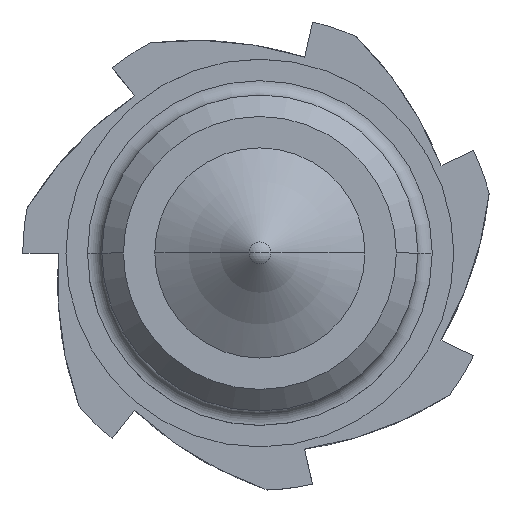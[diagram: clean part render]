
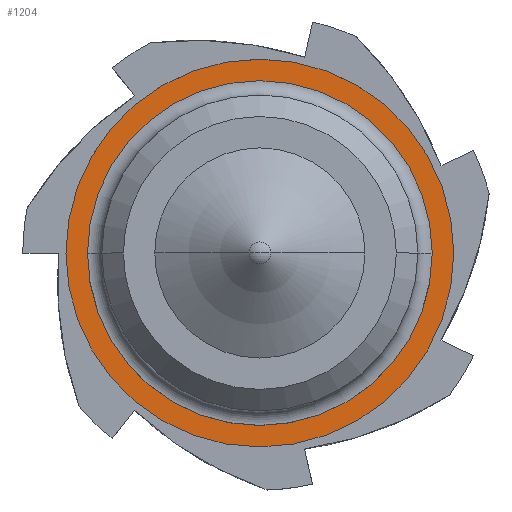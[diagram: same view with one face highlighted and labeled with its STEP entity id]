
A CAD part, top view. The second image highlights one B-rep face of the part: STEP entity #1204.
In plain terms, the highlighted planar face has unit normal (0, 0, 1).
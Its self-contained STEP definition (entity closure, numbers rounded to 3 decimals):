
#41 = DIRECTION ( 'NONE',  ( 0., 0., 1. ) ) ;
#47 = DIRECTION ( 'NONE',  ( 1., 0., 0. ) ) ;
#58 = DIRECTION ( 'NONE',  ( 0., 0., 1. ) ) ;
#79 = FACE_BOUND ( 'NONE', #464, .T. ) ;
#94 = CIRCLE ( 'NONE', #657, 27. ) ;
#258 = EDGE_LOOP ( 'NONE', ( #673, #622 ) ) ;
#427 = DIRECTION ( 'NONE',  ( 0., 0., 1. ) ) ;
#431 = CARTESIAN_POINT ( 'NONE',  ( 27., 0., 4. ) ) ;
#440 = CARTESIAN_POINT ( 'NONE',  ( -24., 0., 4. ) ) ;
#464 = EDGE_LOOP ( 'NONE', ( #1824, #502 ) ) ;
#502 = ORIENTED_EDGE ( 'NONE', *, *, #1484, .F. ) ;
#565 = CARTESIAN_POINT ( 'NONE',  ( -27., 0., 4. ) ) ;
#610 = CARTESIAN_POINT ( 'NONE',  ( 0., 0., 4. ) ) ;
#622 = ORIENTED_EDGE ( 'NONE', *, *, #1635, .T. ) ;
#625 = DIRECTION ( 'NONE',  ( 1., 0., 0. ) ) ;
#648 = DIRECTION ( 'NONE',  ( 1., 0., 0. ) ) ;
#657 = AXIS2_PLACEMENT_3D ( 'NONE', #2342, #427, #625 ) ;
#673 = ORIENTED_EDGE ( 'NONE', *, *, #1244, .T. ) ;
#695 = VERTEX_POINT ( 'NONE', #431 ) ;
#717 = EDGE_CURVE ( 'NONE', #2058, #789, #1844, .T. ) ;
#789 = VERTEX_POINT ( 'NONE', #440 ) ;
#796 = DIRECTION ( 'NONE',  ( 0., 0., 1. ) ) ;
#807 = AXIS2_PLACEMENT_3D ( 'NONE', #993, #1765, #47 ) ;
#832 = PLANE ( 'NONE',  #1889 ) ;
#843 = CARTESIAN_POINT ( 'NONE',  ( 0., 0., 4. ) ) ;
#967 = AXIS2_PLACEMENT_3D ( 'NONE', #610, #796, #2080 ) ;
#993 = CARTESIAN_POINT ( 'NONE',  ( 0., 0., 4. ) ) ;
#1198 = FACE_OUTER_BOUND ( 'NONE', #258, .T. ) ;
#1204 = ADVANCED_FACE ( 'NONE', ( #79, #1198 ), #832, .T. ) ;
#1244 = EDGE_CURVE ( 'NONE', #695, #2390, #2132, .T. ) ;
#1451 = AXIS2_PLACEMENT_3D ( 'NONE', #2364, #58, #648 ) ;
#1484 = EDGE_CURVE ( 'NONE', #789, #2058, #2009, .T. ) ;
#1609 = DIRECTION ( 'NONE',  ( 1., 0., 0. ) ) ;
#1635 = EDGE_CURVE ( 'NONE', #2390, #695, #94, .T. ) ;
#1765 = DIRECTION ( 'NONE',  ( 0., 0., 1. ) ) ;
#1824 = ORIENTED_EDGE ( 'NONE', *, *, #717, .F. ) ;
#1844 = CIRCLE ( 'NONE', #807, 24. ) ;
#1889 = AXIS2_PLACEMENT_3D ( 'NONE', #843, #41, #1609 ) ;
#2009 = CIRCLE ( 'NONE', #967, 24. ) ;
#2058 = VERTEX_POINT ( 'NONE', #2368 ) ;
#2080 = DIRECTION ( 'NONE',  ( 1., 0., 0. ) ) ;
#2132 = CIRCLE ( 'NONE', #1451, 27. ) ;
#2342 = CARTESIAN_POINT ( 'NONE',  ( 0., 0., 4. ) ) ;
#2364 = CARTESIAN_POINT ( 'NONE',  ( 0., 0., 4. ) ) ;
#2368 = CARTESIAN_POINT ( 'NONE',  ( 24., 0., 4. ) ) ;
#2390 = VERTEX_POINT ( 'NONE', #565 ) ;
